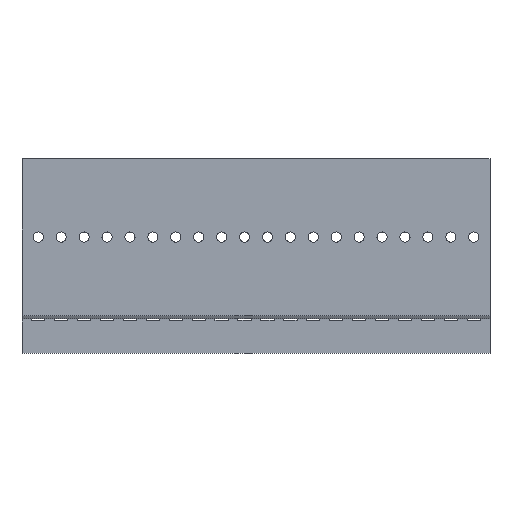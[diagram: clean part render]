
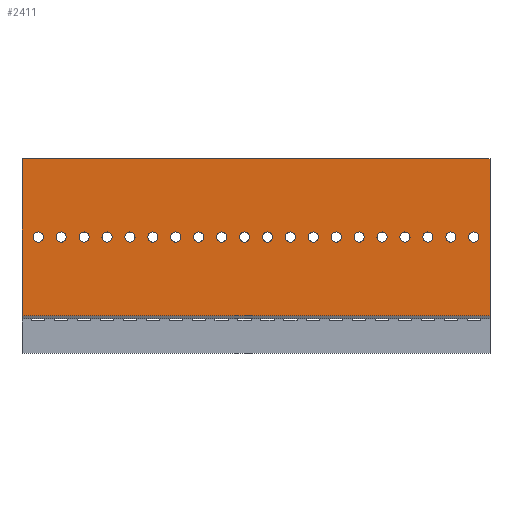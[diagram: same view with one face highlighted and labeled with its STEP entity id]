
A CAD part, top view. The second image highlights one B-rep face of the part: STEP entity #2411.
In plain terms, the highlighted planar face has unit normal (0, 0, 1).
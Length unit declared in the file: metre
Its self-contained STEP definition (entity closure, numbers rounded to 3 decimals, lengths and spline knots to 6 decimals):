
#34=CIRCLE('',#2557,0.00265);
#35=CIRCLE('',#2558,0.00265);
#36=CIRCLE('',#2559,0.00265);
#37=CIRCLE('',#2560,0.00265);
#38=CIRCLE('',#2561,0.00265);
#39=CIRCLE('',#2562,0.00265);
#40=CIRCLE('',#2563,0.00265);
#41=CIRCLE('',#2564,0.00265);
#42=CIRCLE('',#2565,0.00265);
#43=CIRCLE('',#2566,0.00265);
#44=CIRCLE('',#2567,0.00265);
#45=CIRCLE('',#2568,0.00265);
#46=CIRCLE('',#2569,0.00265);
#47=CIRCLE('',#2570,0.00265);
#48=CIRCLE('',#2571,0.00265);
#49=CIRCLE('',#2572,0.00265);
#50=CIRCLE('',#2573,0.00265);
#51=CIRCLE('',#2574,0.00265);
#52=CIRCLE('',#2575,0.00265);
#53=CIRCLE('',#2576,0.00265);
#108=ORIENTED_EDGE('',*,*,#757,.F.);
#109=ORIENTED_EDGE('',*,*,#758,.F.);
#110=ORIENTED_EDGE('',*,*,#759,.F.);
#111=ORIENTED_EDGE('',*,*,#760,.F.);
#112=ORIENTED_EDGE('',*,*,#761,.F.);
#113=ORIENTED_EDGE('',*,*,#762,.F.);
#114=ORIENTED_EDGE('',*,*,#763,.F.);
#115=ORIENTED_EDGE('',*,*,#764,.F.);
#116=ORIENTED_EDGE('',*,*,#765,.F.);
#117=ORIENTED_EDGE('',*,*,#766,.F.);
#118=ORIENTED_EDGE('',*,*,#767,.F.);
#119=ORIENTED_EDGE('',*,*,#768,.F.);
#120=ORIENTED_EDGE('',*,*,#769,.F.);
#121=ORIENTED_EDGE('',*,*,#770,.F.);
#122=ORIENTED_EDGE('',*,*,#771,.F.);
#123=ORIENTED_EDGE('',*,*,#772,.F.);
#124=ORIENTED_EDGE('',*,*,#773,.F.);
#125=ORIENTED_EDGE('',*,*,#774,.F.);
#126=ORIENTED_EDGE('',*,*,#775,.F.);
#127=ORIENTED_EDGE('',*,*,#776,.F.);
#128=ORIENTED_EDGE('',*,*,#751,.F.);
#129=ORIENTED_EDGE('',*,*,#777,.T.);
#130=ORIENTED_EDGE('',*,*,#753,.F.);
#131=ORIENTED_EDGE('',*,*,#742,.F.);
#742=EDGE_CURVE('',#1069,#1070,#1302,.T.);
#751=EDGE_CURVE('',#1076,#1069,#1311,.T.);
#753=EDGE_CURVE('',#1070,#1077,#1313,.T.);
#757=EDGE_CURVE('',#1080,#1080,#34,.T.);
#758=EDGE_CURVE('',#1081,#1081,#35,.T.);
#759=EDGE_CURVE('',#1082,#1082,#36,.T.);
#760=EDGE_CURVE('',#1083,#1083,#37,.T.);
#761=EDGE_CURVE('',#1084,#1084,#38,.T.);
#762=EDGE_CURVE('',#1085,#1085,#39,.T.);
#763=EDGE_CURVE('',#1086,#1086,#40,.T.);
#764=EDGE_CURVE('',#1087,#1087,#41,.T.);
#765=EDGE_CURVE('',#1088,#1088,#42,.T.);
#766=EDGE_CURVE('',#1089,#1089,#43,.T.);
#767=EDGE_CURVE('',#1090,#1090,#44,.T.);
#768=EDGE_CURVE('',#1091,#1091,#45,.T.);
#769=EDGE_CURVE('',#1092,#1092,#46,.T.);
#770=EDGE_CURVE('',#1093,#1093,#47,.T.);
#771=EDGE_CURVE('',#1094,#1094,#48,.T.);
#772=EDGE_CURVE('',#1095,#1095,#49,.T.);
#773=EDGE_CURVE('',#1096,#1096,#50,.T.);
#774=EDGE_CURVE('',#1097,#1097,#51,.T.);
#775=EDGE_CURVE('',#1098,#1098,#52,.T.);
#776=EDGE_CURVE('',#1099,#1099,#53,.T.);
#777=EDGE_CURVE('',#1076,#1077,#1317,.T.);
#1069=VERTEX_POINT('',#3351);
#1070=VERTEX_POINT('',#3353);
#1076=VERTEX_POINT('',#3368);
#1077=VERTEX_POINT('',#3373);
#1080=VERTEX_POINT('',#3381);
#1081=VERTEX_POINT('',#3383);
#1082=VERTEX_POINT('',#3385);
#1083=VERTEX_POINT('',#3387);
#1084=VERTEX_POINT('',#3389);
#1085=VERTEX_POINT('',#3391);
#1086=VERTEX_POINT('',#3393);
#1087=VERTEX_POINT('',#3395);
#1088=VERTEX_POINT('',#3397);
#1089=VERTEX_POINT('',#3399);
#1090=VERTEX_POINT('',#3401);
#1091=VERTEX_POINT('',#3403);
#1092=VERTEX_POINT('',#3405);
#1093=VERTEX_POINT('',#3407);
#1094=VERTEX_POINT('',#3409);
#1095=VERTEX_POINT('',#3411);
#1096=VERTEX_POINT('',#3413);
#1097=VERTEX_POINT('',#3415);
#1098=VERTEX_POINT('',#3417);
#1099=VERTEX_POINT('',#3419);
#1302=LINE('',#3352,#1590);
#1311=LINE('',#3369,#1599);
#1313=LINE('',#3372,#1601);
#1317=LINE('',#3420,#1605);
#1590=VECTOR('',#2732,1.);
#1599=VECTOR('',#2743,1.);
#1601=VECTOR('',#2747,1.);
#1605=VECTOR('',#2793,1.);
#1871=EDGE_LOOP('',(#108));
#1872=EDGE_LOOP('',(#109));
#1873=EDGE_LOOP('',(#110));
#1874=EDGE_LOOP('',(#111));
#1875=EDGE_LOOP('',(#112));
#1876=EDGE_LOOP('',(#113));
#1877=EDGE_LOOP('',(#114));
#1878=EDGE_LOOP('',(#115));
#1879=EDGE_LOOP('',(#116));
#1880=EDGE_LOOP('',(#117));
#1881=EDGE_LOOP('',(#118));
#1882=EDGE_LOOP('',(#119));
#1883=EDGE_LOOP('',(#120));
#1884=EDGE_LOOP('',(#121));
#1885=EDGE_LOOP('',(#122));
#1886=EDGE_LOOP('',(#123));
#1887=EDGE_LOOP('',(#124));
#1888=EDGE_LOOP('',(#125));
#1889=EDGE_LOOP('',(#126));
#1890=EDGE_LOOP('',(#127));
#1891=EDGE_LOOP('',(#128,#129,#130,#131));
#2091=FACE_BOUND('',#1871,.T.);
#2092=FACE_BOUND('',#1872,.T.);
#2093=FACE_BOUND('',#1873,.T.);
#2094=FACE_BOUND('',#1874,.T.);
#2095=FACE_BOUND('',#1875,.T.);
#2096=FACE_BOUND('',#1876,.T.);
#2097=FACE_BOUND('',#1877,.T.);
#2098=FACE_BOUND('',#1878,.T.);
#2099=FACE_BOUND('',#1879,.T.);
#2100=FACE_BOUND('',#1880,.T.);
#2101=FACE_BOUND('',#1881,.T.);
#2102=FACE_BOUND('',#1882,.T.);
#2103=FACE_BOUND('',#1883,.T.);
#2104=FACE_BOUND('',#1884,.T.);
#2105=FACE_BOUND('',#1885,.T.);
#2106=FACE_BOUND('',#1886,.T.);
#2107=FACE_BOUND('',#1887,.T.);
#2108=FACE_BOUND('',#1888,.T.);
#2109=FACE_BOUND('',#1889,.T.);
#2110=FACE_BOUND('',#1890,.T.);
#2111=FACE_BOUND('',#1891,.T.);
#2311=PLANE('',#2556);
#2411=ADVANCED_FACE('',(#2091,#2092,#2093,#2094,#2095,#2096,#2097,#2098,
#2099,#2100,#2101,#2102,#2103,#2104,#2105,#2106,#2107,#2108,#2109,#2110,
#2111),#2311,.T.);
#2556=AXIS2_PLACEMENT_3D('',#3379,#2751,#2752);
#2557=AXIS2_PLACEMENT_3D('',#3380,#2753,#2754);
#2558=AXIS2_PLACEMENT_3D('',#3382,#2755,#2756);
#2559=AXIS2_PLACEMENT_3D('',#3384,#2757,#2758);
#2560=AXIS2_PLACEMENT_3D('',#3386,#2759,#2760);
#2561=AXIS2_PLACEMENT_3D('',#3388,#2761,#2762);
#2562=AXIS2_PLACEMENT_3D('',#3390,#2763,#2764);
#2563=AXIS2_PLACEMENT_3D('',#3392,#2765,#2766);
#2564=AXIS2_PLACEMENT_3D('',#3394,#2767,#2768);
#2565=AXIS2_PLACEMENT_3D('',#3396,#2769,#2770);
#2566=AXIS2_PLACEMENT_3D('',#3398,#2771,#2772);
#2567=AXIS2_PLACEMENT_3D('',#3400,#2773,#2774);
#2568=AXIS2_PLACEMENT_3D('',#3402,#2775,#2776);
#2569=AXIS2_PLACEMENT_3D('',#3404,#2777,#2778);
#2570=AXIS2_PLACEMENT_3D('',#3406,#2779,#2780);
#2571=AXIS2_PLACEMENT_3D('',#3408,#2781,#2782);
#2572=AXIS2_PLACEMENT_3D('',#3410,#2783,#2784);
#2573=AXIS2_PLACEMENT_3D('',#3412,#2785,#2786);
#2574=AXIS2_PLACEMENT_3D('',#3414,#2787,#2788);
#2575=AXIS2_PLACEMENT_3D('',#3416,#2789,#2790);
#2576=AXIS2_PLACEMENT_3D('',#3418,#2791,#2792);
#2732=DIRECTION('',(1.,0.,0.));
#2743=DIRECTION('',(0.,1.,0.));
#2747=DIRECTION('',(0.,-1.,0.));
#2751=DIRECTION('',(0.,0.,1.));
#2752=DIRECTION('',(1.,0.,0.));
#2753=DIRECTION('',(0.,0.,1.));
#2754=DIRECTION('',(1.,0.,0.));
#2755=DIRECTION('',(0.,0.,1.));
#2756=DIRECTION('',(1.,0.,0.));
#2757=DIRECTION('',(0.,0.,1.));
#2758=DIRECTION('',(1.,0.,0.));
#2759=DIRECTION('',(0.,0.,1.));
#2760=DIRECTION('',(1.,0.,0.));
#2761=DIRECTION('',(0.,0.,1.));
#2762=DIRECTION('',(1.,0.,0.));
#2763=DIRECTION('',(0.,0.,1.));
#2764=DIRECTION('',(1.,0.,0.));
#2765=DIRECTION('',(0.,0.,1.));
#2766=DIRECTION('',(1.,0.,0.));
#2767=DIRECTION('',(0.,0.,1.));
#2768=DIRECTION('',(1.,0.,0.));
#2769=DIRECTION('',(0.,0.,1.));
#2770=DIRECTION('',(1.,0.,0.));
#2771=DIRECTION('',(0.,0.,1.));
#2772=DIRECTION('',(1.,0.,0.));
#2773=DIRECTION('',(0.,0.,1.));
#2774=DIRECTION('',(1.,0.,0.));
#2775=DIRECTION('',(0.,0.,1.));
#2776=DIRECTION('',(1.,0.,0.));
#2777=DIRECTION('',(0.,0.,1.));
#2778=DIRECTION('',(1.,0.,0.));
#2779=DIRECTION('',(0.,0.,1.));
#2780=DIRECTION('',(1.,0.,0.));
#2781=DIRECTION('',(0.,0.,1.));
#2782=DIRECTION('',(1.,0.,0.));
#2783=DIRECTION('',(0.,0.,1.));
#2784=DIRECTION('',(1.,0.,0.));
#2785=DIRECTION('',(0.,0.,1.));
#2786=DIRECTION('',(1.,0.,0.));
#2787=DIRECTION('',(0.,0.,1.));
#2788=DIRECTION('',(1.,0.,0.));
#2789=DIRECTION('',(0.,0.,1.));
#2790=DIRECTION('',(1.,0.,0.));
#2791=DIRECTION('',(0.,0.,1.));
#2792=DIRECTION('',(1.,0.,0.));
#2793=DIRECTION('',(1.,0.,0.));
#3351=CARTESIAN_POINT('',(0.,0.0765,0.017));
#3352=CARTESIAN_POINT('',(-0.000002,0.0765,0.017));
#3353=CARTESIAN_POINT('',(0.243,0.0765,0.017));
#3368=CARTESIAN_POINT('',(0.,-0.005,0.017));
#3369=CARTESIAN_POINT('',(0.,0.0645,0.017));
#3372=CARTESIAN_POINT('',(0.243,0.0645,0.017));
#3373=CARTESIAN_POINT('',(0.243,-0.005,0.017));
#3379=CARTESIAN_POINT('',(-0.000002,0.0645,0.017));
#3380=CARTESIAN_POINT('',(0.11555,0.03575,0.017));
#3381=CARTESIAN_POINT('',(0.1182,0.03575,0.017));
#3382=CARTESIAN_POINT('',(0.06795,0.03575,0.017));
#3383=CARTESIAN_POINT('',(0.0706,0.03575,0.017));
#3384=CARTESIAN_POINT('',(0.18695,0.03575,0.017));
#3385=CARTESIAN_POINT('',(0.1896,0.03575,0.017));
#3386=CARTESIAN_POINT('',(0.00845,0.03575,0.017));
#3387=CARTESIAN_POINT('',(0.0111,0.03575,0.017));
#3388=CARTESIAN_POINT('',(0.15125,0.03575,0.017));
#3389=CARTESIAN_POINT('',(0.1539,0.03575,0.017));
#3390=CARTESIAN_POINT('',(0.13935,0.03575,0.017));
#3391=CARTESIAN_POINT('',(0.142,0.03575,0.017));
#3392=CARTESIAN_POINT('',(0.12745,0.03575,0.017));
#3393=CARTESIAN_POINT('',(0.1301,0.03575,0.017));
#3394=CARTESIAN_POINT('',(0.21075,0.03575,0.017));
#3395=CARTESIAN_POINT('',(0.2134,0.03575,0.017));
#3396=CARTESIAN_POINT('',(0.23455,0.03575,0.017));
#3397=CARTESIAN_POINT('',(0.2372,0.03575,0.017));
#3398=CARTESIAN_POINT('',(0.16315,0.03575,0.017));
#3399=CARTESIAN_POINT('',(0.1658,0.03575,0.017));
#3400=CARTESIAN_POINT('',(0.10365,0.03575,0.017));
#3401=CARTESIAN_POINT('',(0.1063,0.03575,0.017));
#3402=CARTESIAN_POINT('',(0.19885,0.03575,0.017));
#3403=CARTESIAN_POINT('',(0.2015,0.03575,0.017));
#3404=CARTESIAN_POINT('',(0.07985,0.03575,0.017));
#3405=CARTESIAN_POINT('',(0.0825,0.03575,0.017));
#3406=CARTESIAN_POINT('',(0.03225,0.03575,0.017));
#3407=CARTESIAN_POINT('',(0.0349,0.03575,0.017));
#3408=CARTESIAN_POINT('',(0.05605,0.03575,0.017));
#3409=CARTESIAN_POINT('',(0.0587,0.03575,0.017));
#3410=CARTESIAN_POINT('',(0.17505,0.03575,0.017));
#3411=CARTESIAN_POINT('',(0.1777,0.03575,0.017));
#3412=CARTESIAN_POINT('',(0.02035,0.03575,0.017));
#3413=CARTESIAN_POINT('',(0.023,0.03575,0.017));
#3414=CARTESIAN_POINT('',(0.04415,0.03575,0.017));
#3415=CARTESIAN_POINT('',(0.0468,0.03575,0.017));
#3416=CARTESIAN_POINT('',(0.22265,0.03575,0.017));
#3417=CARTESIAN_POINT('',(0.2253,0.03575,0.017));
#3418=CARTESIAN_POINT('',(0.09175,0.03575,0.017));
#3419=CARTESIAN_POINT('',(0.0944,0.03575,0.017));
#3420=CARTESIAN_POINT('',(-0.000002,-0.005,0.017));
